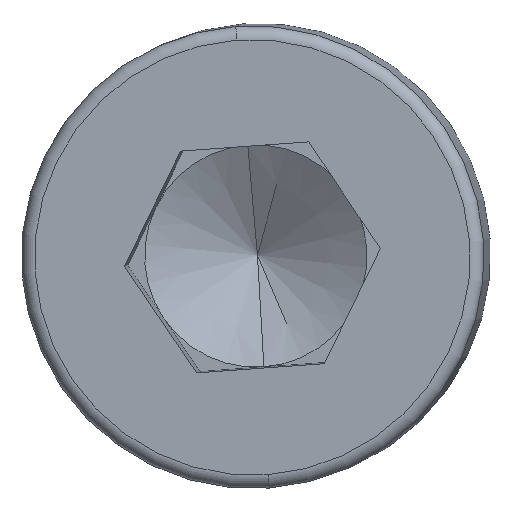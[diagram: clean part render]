
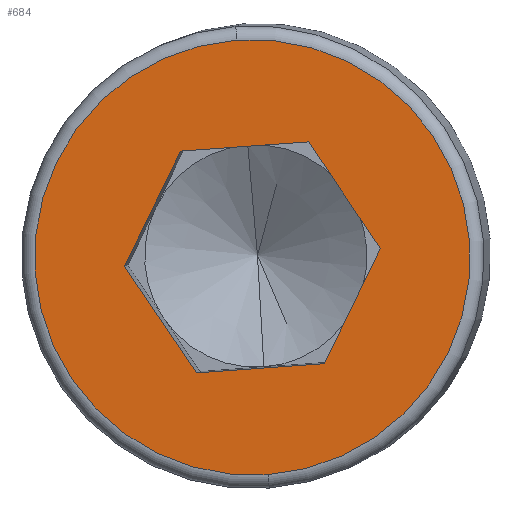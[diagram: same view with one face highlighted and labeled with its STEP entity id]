
A CAD part, left-side view. The second image highlights one B-rep face of the part: STEP entity #684.
In plain terms, the highlighted face is planar.
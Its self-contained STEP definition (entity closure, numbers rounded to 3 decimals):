
#2 = DIRECTION ( 'NONE',  ( -1., 0., 0. ) ) ;
#41 = CARTESIAN_POINT ( 'NONE',  ( 0., 2.358, 0. ) ) ;
#56 = CARTESIAN_POINT ( 'NONE',  ( 0., -2.358, 0. ) ) ;
#61 = LINE ( 'NONE', #884, #912 ) ;
#64 = CARTESIAN_POINT ( 'NONE',  ( 0., -1.179, -2.042 ) ) ;
#70 = CARTESIAN_POINT ( 'NONE',  ( 0., 0., -4. ) ) ;
#72 = VERTEX_POINT ( 'NONE', #70 ) ;
#74 = DIRECTION ( 'NONE',  ( 0., 0., 1. ) ) ;
#83 = FACE_BOUND ( 'NONE', #802, .T. ) ;
#115 = VECTOR ( 'NONE', #763, 1000. ) ;
#117 = VERTEX_POINT ( 'NONE', #627 ) ;
#158 = ORIENTED_EDGE ( 'NONE', *, *, #707, .T. ) ;
#162 = AXIS2_PLACEMENT_3D ( 'NONE', #911, #2, #767 ) ;
#165 = DIRECTION ( 'NONE',  ( 0., 1., 0. ) ) ;
#183 = DIRECTION ( 'NONE',  ( 0., 0., 1. ) ) ;
#186 = ORIENTED_EDGE ( 'NONE', *, *, #512, .T. ) ;
#192 = VECTOR ( 'NONE', #266, 1000. ) ;
#223 = CARTESIAN_POINT ( 'NONE',  ( 0., 0., 4. ) ) ;
#266 = DIRECTION ( 'NONE',  ( 0., -1., 0. ) ) ;
#297 = LINE ( 'NONE', #557, #115 ) ;
#309 = ORIENTED_EDGE ( 'NONE', *, *, #462, .T. ) ;
#311 = LINE ( 'NONE', #586, #746 ) ;
#319 = LINE ( 'NONE', #721, #690 ) ;
#322 = CARTESIAN_POINT ( 'NONE',  ( 0., 0., 0. ) ) ;
#324 = EDGE_CURVE ( 'NONE', #117, #484, #311, .T. ) ;
#336 = EDGE_CURVE ( 'NONE', #811, #765, #319, .T. ) ;
#363 = CARTESIAN_POINT ( 'NONE',  ( 0., 1.179, -2.042 ) ) ;
#375 = ORIENTED_EDGE ( 'NONE', *, *, #635, .F. ) ;
#382 = VECTOR ( 'NONE', #403, 1000. ) ;
#383 = ORIENTED_EDGE ( 'NONE', *, *, #488, .T. ) ;
#403 = DIRECTION ( 'NONE',  ( 0., 0.5, -0.866 ) ) ;
#408 = DIRECTION ( 'NONE',  ( 0., -0.5, 0.866 ) ) ;
#457 = CARTESIAN_POINT ( 'NONE',  ( 0., 1.179, -2.042 ) ) ;
#462 = EDGE_CURVE ( 'NONE', #72, #745, #836, .T. ) ;
#469 = CIRCLE ( 'NONE', #162, 4. ) ;
#472 = LINE ( 'NONE', #56, #382 ) ;
#484 = VERTEX_POINT ( 'NONE', #596 ) ;
#488 = EDGE_CURVE ( 'NONE', #550, #727, #472, .T. ) ;
#512 = EDGE_CURVE ( 'NONE', #811, #484, #61, .T. ) ;
#540 = AXIS2_PLACEMENT_3D ( 'NONE', #322, #751, #183 ) ;
#550 = VERTEX_POINT ( 'NONE', #601 ) ;
#551 = DIRECTION ( 'NONE',  ( -1., 0., 0. ) ) ;
#557 = CARTESIAN_POINT ( 'NONE',  ( 0., -1.179, 2.042 ) ) ;
#586 = CARTESIAN_POINT ( 'NONE',  ( 0., -1.179, 2.042 ) ) ;
#591 = DIRECTION ( 'NONE',  ( 0., -0.5, -0.866 ) ) ;
#596 = CARTESIAN_POINT ( 'NONE',  ( 0., 1.179, 2.042 ) ) ;
#601 = CARTESIAN_POINT ( 'NONE',  ( 0., -2.358, 0. ) ) ;
#622 = CARTESIAN_POINT ( 'NONE',  ( 0., 0., 0. ) ) ;
#627 = CARTESIAN_POINT ( 'NONE',  ( 0., -1.179, 2.042 ) ) ;
#635 = EDGE_CURVE ( 'NONE', #765, #727, #820, .T. ) ;
#654 = EDGE_CURVE ( 'NONE', #117, #550, #297, .T. ) ;
#684 = ADVANCED_FACE ( 'NONE', ( #83, #835 ), #702, .T. ) ;
#690 = VECTOR ( 'NONE', #591, 1000. ) ;
#691 = ORIENTED_EDGE ( 'NONE', *, *, #324, .F. ) ;
#698 = ORIENTED_EDGE ( 'NONE', *, *, #336, .F. ) ;
#702 = PLANE ( 'NONE',  #882 ) ;
#707 = EDGE_CURVE ( 'NONE', #745, #72, #469, .T. ) ;
#721 = CARTESIAN_POINT ( 'NONE',  ( 0., 2.358, 0. ) ) ;
#727 = VERTEX_POINT ( 'NONE', #64 ) ;
#730 = EDGE_LOOP ( 'NONE', ( #158, #309 ) ) ;
#745 = VERTEX_POINT ( 'NONE', #223 ) ;
#746 = VECTOR ( 'NONE', #165, 1000. ) ;
#751 = DIRECTION ( 'NONE',  ( -1., 0., 0. ) ) ;
#756 = ORIENTED_EDGE ( 'NONE', *, *, #654, .T. ) ;
#763 = DIRECTION ( 'NONE',  ( 0., -0.5, -0.866 ) ) ;
#765 = VERTEX_POINT ( 'NONE', #363 ) ;
#767 = DIRECTION ( 'NONE',  ( 0., 0., 1. ) ) ;
#802 = EDGE_LOOP ( 'NONE', ( #186, #691, #756, #383, #375, #698 ) ) ;
#811 = VERTEX_POINT ( 'NONE', #41 ) ;
#820 = LINE ( 'NONE', #457, #192 ) ;
#835 = FACE_OUTER_BOUND ( 'NONE', #730, .T. ) ;
#836 = CIRCLE ( 'NONE', #540, 4. ) ;
#882 = AXIS2_PLACEMENT_3D ( 'NONE', #622, #551, #74 ) ;
#884 = CARTESIAN_POINT ( 'NONE',  ( 0., 2.358, 0. ) ) ;
#911 = CARTESIAN_POINT ( 'NONE',  ( 0., 0., 0. ) ) ;
#912 = VECTOR ( 'NONE', #408, 1000. ) ;
